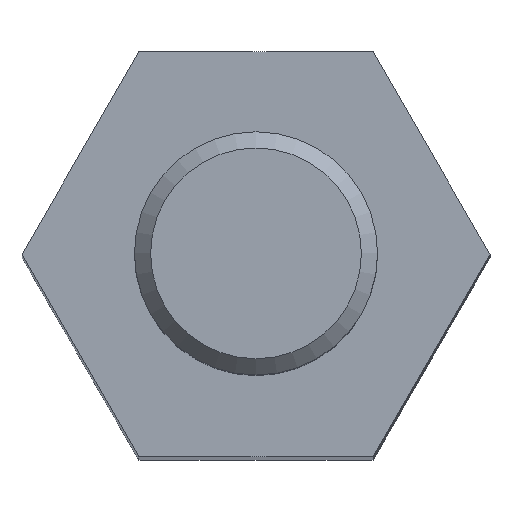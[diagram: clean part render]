
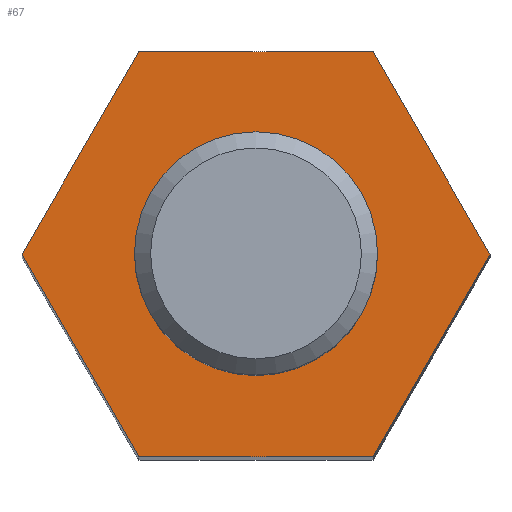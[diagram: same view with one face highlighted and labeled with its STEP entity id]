
A CAD part, top view. The second image highlights one B-rep face of the part: STEP entity #67.
In plain terms, the highlighted planar face has unit normal (0, 0, 1).
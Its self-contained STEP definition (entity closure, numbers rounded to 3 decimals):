
#67 = ADVANCED_FACE( '', ( #148, #149 ), #150, .T. );
#148 = FACE_BOUND( '', #242, .T. );
#149 = FACE_OUTER_BOUND( '', #243, .T. );
#150 = PLANE( '', #244 );
#242 = EDGE_LOOP( '', ( #367 ) );
#243 = EDGE_LOOP( '', ( #368, #369, #370, #371, #372, #373 ) );
#244 = AXIS2_PLACEMENT_3D( '', #374, #375, #376 );
#367 = ORIENTED_EDGE( '', *, *, #492, .T. );
#368 = ORIENTED_EDGE( '', *, *, #497, .T. );
#369 = ORIENTED_EDGE( '', *, *, #516, .T. );
#370 = ORIENTED_EDGE( '', *, *, #519, .T. );
#371 = ORIENTED_EDGE( '', *, *, #503, .T. );
#372 = ORIENTED_EDGE( '', *, *, #520, .T. );
#373 = ORIENTED_EDGE( '', *, *, #521, .T. );
#374 = CARTESIAN_POINT( '', ( 0., 0., 25. ) );
#375 = DIRECTION( '', ( 0., 0., 1. ) );
#376 = DIRECTION( '', ( 1., 0., 0. ) );
#492 = EDGE_CURVE( '', #568, #568, #569, .F. );
#497 = EDGE_CURVE( '', #577, #575, #578, .T. );
#503 = EDGE_CURVE( '', #587, #585, #588, .T. );
#516 = EDGE_CURVE( '', #575, #605, #607, .T. );
#519 = EDGE_CURVE( '', #605, #587, #610, .T. );
#520 = EDGE_CURVE( '', #585, #611, #612, .T. );
#521 = EDGE_CURVE( '', #611, #577, #613, .T. );
#568 = VERTEX_POINT( '', #663 );
#569 = CIRCLE( '', #664, 1.267 );
#575 = VERTEX_POINT( '', #677 );
#577 = VERTEX_POINT( '', #680 );
#578 = LINE( '', #681, #682 );
#585 = VERTEX_POINT( '', #700 );
#587 = VERTEX_POINT( '', #703 );
#588 = LINE( '', #704, #705 );
#605 = VERTEX_POINT( '', #749 );
#607 = LINE( '', #752, #753 );
#610 = LINE( '', #761, #762 );
#611 = VERTEX_POINT( '', #763 );
#612 = LINE( '', #764, #765 );
#613 = LINE( '', #766, #767 );
#663 = CARTESIAN_POINT( '', ( 1.267, 0., 25. ) );
#664 = AXIS2_PLACEMENT_3D( '', #848, #849, #850 );
#677 = CARTESIAN_POINT( '', ( -1.443, 2.5, 25. ) );
#680 = CARTESIAN_POINT( '', ( 1.443, 2.5, 25. ) );
#681 = CARTESIAN_POINT( '', ( 1.443, 2.5, 25. ) );
#682 = VECTOR( '', #855, 1000. );
#700 = CARTESIAN_POINT( '', ( 1.443, -2.5, 25. ) );
#703 = CARTESIAN_POINT( '', ( -1.443, -2.5, 25. ) );
#704 = CARTESIAN_POINT( '', ( -1.443, -2.5, 25. ) );
#705 = VECTOR( '', #858, 1000. );
#749 = CARTESIAN_POINT( '', ( -2.887, 0., 25. ) );
#752 = CARTESIAN_POINT( '', ( -1.443, 2.5, 25. ) );
#753 = VECTOR( '', #867, 1000. );
#761 = CARTESIAN_POINT( '', ( -2.887, 0., 25. ) );
#762 = VECTOR( '', #868, 1000. );
#763 = CARTESIAN_POINT( '', ( 2.887, 0., 25. ) );
#764 = CARTESIAN_POINT( '', ( 1.443, -2.5, 25. ) );
#765 = VECTOR( '', #869, 1000. );
#766 = CARTESIAN_POINT( '', ( 2.887, 0., 25. ) );
#767 = VECTOR( '', #870, 1000. );
#848 = CARTESIAN_POINT( '', ( 0., 0., 25. ) );
#849 = DIRECTION( '', ( 0., 0., 1. ) );
#850 = DIRECTION( '', ( 1., 0., 0. ) );
#855 = DIRECTION( '', ( -1., 0., 0. ) );
#858 = DIRECTION( '', ( 1., 0., 0. ) );
#867 = DIRECTION( '', ( -0.5, -0.866, 0. ) );
#868 = DIRECTION( '', ( 0.5, -0.866, 0. ) );
#869 = DIRECTION( '', ( 0.5, 0.866, 0. ) );
#870 = DIRECTION( '', ( -0.5, 0.866, 0. ) );
